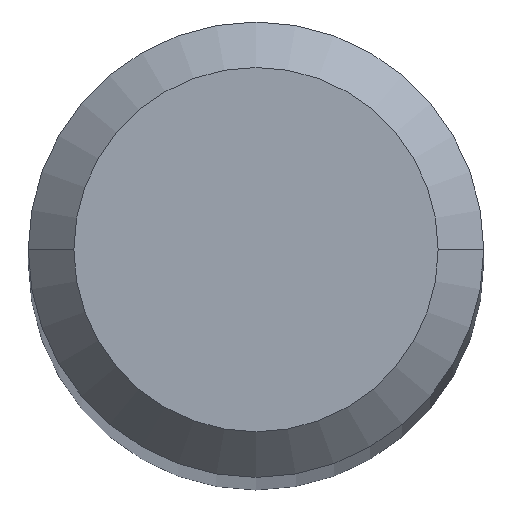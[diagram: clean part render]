
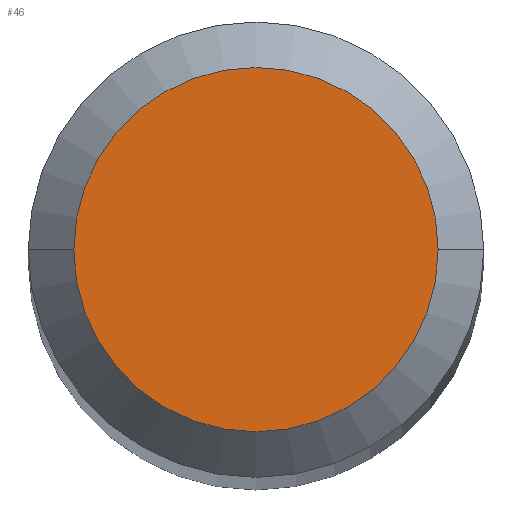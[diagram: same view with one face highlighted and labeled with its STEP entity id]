
A CAD part, top view. The second image highlights one B-rep face of the part: STEP entity #46.
In plain terms, the highlighted planar face has unit normal (0, 0, 1).
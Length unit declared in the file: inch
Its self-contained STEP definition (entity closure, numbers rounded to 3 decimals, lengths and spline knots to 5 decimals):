
#7 = DIRECTION ( 'NONE',  ( 1., 0., 0. ) ) ;
#26 = CARTESIAN_POINT ( 'NONE',  ( 0., 0., 6. ) ) ;
#29 = DIRECTION ( 'NONE',  ( 0., 0., 1. ) ) ;
#46 = ADVANCED_FACE ( 'NONE', ( #78 ), #176, .T. ) ;
#65 = CIRCLE ( 'NONE', #193, 0.3 ) ;
#74 = VERTEX_POINT ( 'NONE', #151 ) ;
#78 = FACE_OUTER_BOUND ( 'NONE', #276, .T. ) ;
#80 = VERTEX_POINT ( 'NONE', #171 ) ;
#149 = CARTESIAN_POINT ( 'NONE',  ( 0., 0., 6. ) ) ;
#151 = CARTESIAN_POINT ( 'NONE',  ( 0.3, 0., 6. ) ) ;
#152 = DIRECTION ( 'NONE',  ( 0., 0., 1. ) ) ;
#153 = CARTESIAN_POINT ( 'NONE',  ( 0., 0., 6. ) ) ;
#158 = DIRECTION ( 'NONE',  ( 1., 0., 0. ) ) ;
#163 = DIRECTION ( 'NONE',  ( 1., 0., 0. ) ) ;
#171 = CARTESIAN_POINT ( 'NONE',  ( -0.3, 0., 6. ) ) ;
#172 = DIRECTION ( 'NONE',  ( 0., 0., 1. ) ) ;
#176 = PLANE ( 'NONE',  #192 ) ;
#189 = EDGE_CURVE ( 'NONE', #74, #80, #65, .T. ) ;
#192 = AXIS2_PLACEMENT_3D ( 'NONE', #153, #172, #158 ) ;
#193 = AXIS2_PLACEMENT_3D ( 'NONE', #149, #152, #163 ) ;
#204 = EDGE_CURVE ( 'NONE', #80, #74, #249, .T. ) ;
#206 = AXIS2_PLACEMENT_3D ( 'NONE', #26, #29, #7 ) ;
#236 = ORIENTED_EDGE ( 'NONE', *, *, #189, .T. ) ;
#238 = ORIENTED_EDGE ( 'NONE', *, *, #204, .T. ) ;
#249 = CIRCLE ( 'NONE', #206, 0.3 ) ;
#276 = EDGE_LOOP ( 'NONE', ( #238, #236 ) ) ;
